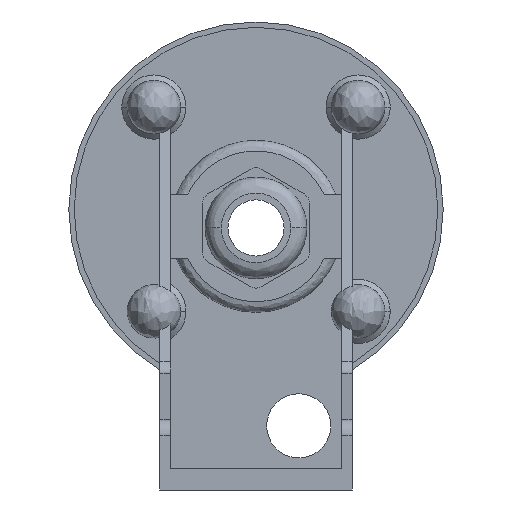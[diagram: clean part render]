
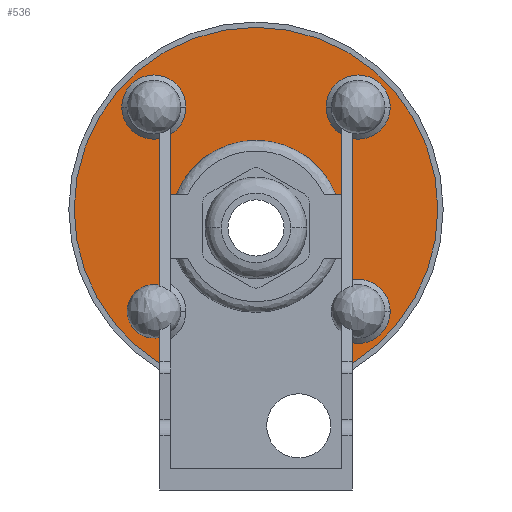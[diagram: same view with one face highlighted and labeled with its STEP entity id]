
A CAD part, front view. The second image highlights one B-rep face of the part: STEP entity #536.
In plain terms, the highlighted planar face has unit normal (0, -1, 0).
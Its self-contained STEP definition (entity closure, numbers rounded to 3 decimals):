
#536=ADVANCED_FACE('NONE',(#1198),#1199,.T.);
#1198=FACE_OUTER_BOUND('',#2165,.T.);
#1199=PLANE('',#2166);
#2165=EDGE_LOOP('',(#3756,#3757,#3758,#3759,#3760,#3761,#3762,#3763,#3764,#3765,#3766,#3767,#3768,#3769,#3770,#3771,#3772,#3773,#3774,#3775,#3776,#3777));
#2166=AXIS2_PLACEMENT_3D('',#3778,#3779,#3780);
#3756=ORIENTED_EDGE('',*,*,#5517,.T.);
#3757=ORIENTED_EDGE('',*,*,#5114,.T.);
#3758=ORIENTED_EDGE('',*,*,#5322,.T.);
#3759=ORIENTED_EDGE('',*,*,#5165,.T.);
#3760=ORIENTED_EDGE('',*,*,#5170,.T.);
#3761=ORIENTED_EDGE('',*,*,#5315,.T.);
#3762=ORIENTED_EDGE('',*,*,#5499,.T.);
#3763=ORIENTED_EDGE('',*,*,#5282,.F.);
#3764=ORIENTED_EDGE('',*,*,#5317,.T.);
#3765=ORIENTED_EDGE('',*,*,#5267,.F.);
#3766=ORIENTED_EDGE('',*,*,#5491,.T.);
#3767=ORIENTED_EDGE('',*,*,#5156,.T.);
#3768=ORIENTED_EDGE('',*,*,#5161,.T.);
#3769=ORIENTED_EDGE('',*,*,#5320,.T.);
#3770=ORIENTED_EDGE('',*,*,#5330,.T.);
#3771=ORIENTED_EDGE('',*,*,#5151,.T.);
#3772=ORIENTED_EDGE('',*,*,#5326,.T.);
#3773=ORIENTED_EDGE('',*,*,#5528,.F.);
#3774=ORIENTED_EDGE('',*,*,#5111,.T.);
#3775=ORIENTED_EDGE('',*,*,#5107,.T.);
#3776=ORIENTED_EDGE('',*,*,#5526,.T.);
#3777=ORIENTED_EDGE('',*,*,#5529,.F.);
#3778=CARTESIAN_POINT('',(35.,55.0,11.242));
#3779=DIRECTION('',(0.0,-1.0,0.0));
#3780=DIRECTION('',(-1.0,0.0,0.0));
#5107=EDGE_CURVE('NONE',#6139,#6137,#6140,.T.);
#5111=EDGE_CURVE('NONE',#6145,#6139,#6146,.T.);
#5114=EDGE_CURVE('NONE',#6149,#6150,#6151,.T.);
#5151=EDGE_CURVE('NONE',#6215,#6213,#6216,.T.);
#5156=EDGE_CURVE('NONE',#6224,#6222,#6225,.T.);
#5161=EDGE_CURVE('NONE',#6222,#6230,#6232,.T.);
#5165=EDGE_CURVE('NONE',#6239,#6237,#6240,.T.);
#5170=EDGE_CURVE('NONE',#6237,#6245,#6247,.T.);
#5267=EDGE_CURVE('NONE',#6390,#6392,#6393,.T.);
#5282=EDGE_CURVE('NONE',#6414,#6416,#6417,.T.);
#5315=EDGE_CURVE('NONE',#6245,#6468,#6470,.T.);
#5317=EDGE_CURVE('NONE',#6414,#6392,#6472,.T.);
#5320=EDGE_CURVE('NONE',#6230,#6474,#6476,.T.);
#5322=EDGE_CURVE('NONE',#6150,#6239,#6478,.T.);
#5326=EDGE_CURVE('NONE',#6213,#6481,#6483,.T.);
#5330=EDGE_CURVE('NONE',#6474,#6215,#6489,.T.);
#5491=EDGE_CURVE('NONE',#6390,#6224,#6735,.T.);
#5499=EDGE_CURVE('NONE',#6468,#6416,#6743,.T.);
#5517=EDGE_CURVE('NONE',#6767,#6149,#6768,.T.);
#5526=EDGE_CURVE('NONE',#6137,#6778,#6780,.T.);
#5528=EDGE_CURVE('NONE',#6145,#6481,#6782,.T.);
#5529=EDGE_CURVE('NONE',#6767,#6778,#6783,.T.);
#6137=VERTEX_POINT('NONE',#7777);
#6139=VERTEX_POINT('NONE',#7780);
#6140=CIRCLE('',#7781,34.0);
#6145=VERTEX_POINT('NONE',#7787);
#6146=CIRCLE('',#7788,34.0);
#6149=VERTEX_POINT('NONE',#7792);
#6150=VERTEX_POINT('NONE',#7793);
#6151=CIRCLE('',#7794,5.0);
#6213=VERTEX_POINT('NONE',#7872);
#6215=VERTEX_POINT('NONE',#7875);
#6216=CIRCLE('',#7876,6.);
#6222=VERTEX_POINT('NONE',#7885);
#6224=VERTEX_POINT('NONE',#7888);
#6225=CIRCLE('',#7889,6.);
#6230=VERTEX_POINT('NONE',#7897);
#6232=CIRCLE('',#7900,6.);
#6237=VERTEX_POINT('NONE',#7905);
#6239=VERTEX_POINT('NONE',#7908);
#6240=CIRCLE('',#7909,6.);
#6245=VERTEX_POINT('NONE',#7917);
#6247=CIRCLE('',#7920,6.);
#6390=VERTEX_POINT('NONE',#8189);
#6392=VERTEX_POINT('NONE',#8192);
#6393=LINE('',#8193,#8194);
#6414=VERTEX_POINT('NONE',#8289);
#6416=VERTEX_POINT('NONE',#8292);
#6417=LINE('',#8293,#8294);
#6468=VERTEX_POINT('NONE',#8369);
#6470=CIRCLE('',#8374,6.);
#6472=CIRCLE('',#8376,16.09);
#6474=VERTEX_POINT('NONE',#8378);
#6476=CIRCLE('',#8383,6.);
#6478=LINE('',#8385,#8386);
#6481=VERTEX_POINT('NONE',#8389);
#6483=CIRCLE('',#8394,6.);
#6489=LINE('',#8401,#8402);
#6735=LINE('',#8746,#8747);
#6743=LINE('',#8757,#8758);
#6767=VERTEX_POINT('NONE',#8795);
#6768=CIRCLE('',#8796,5.0);
#6778=VERTEX_POINT('NONE',#8809);
#6780=CIRCLE('',#8812,34.0);
#6782=LINE('',#8814,#8815);
#6783=LINE('',#8816,#8817);
#7777=CARTESIAN_POINT('',(1.,55.0,52.5));
#7780=CARTESIAN_POINT('',(69.,55.0,52.5));
#7781=AXIS2_PLACEMENT_3D('',#9849,#9850,#9851);
#7787=CARTESIAN_POINT('',(53.,55.0,23.656));
#7788=AXIS2_PLACEMENT_3D('',#9856,#9857,#9858);
#7792=CARTESIAN_POINT('',(10.908,55.0,33.408));
#7793=CARTESIAN_POINT('',(17.,55.0,38.287));
#7794=AXIS2_PLACEMENT_3D('',#9860,#9861,#9862);
#7872=CARTESIAN_POINT('',(60.092,55.,33.408));
#7875=CARTESIAN_POINT('',(53.,55.,39.308));
#7876=AXIS2_PLACEMENT_3D('',#9919,#9920,#9921);
#7885=CARTESIAN_POINT('',(48.092,55.,71.592));
#7888=CARTESIAN_POINT('',(51.,55.,66.45));
#7889=AXIS2_PLACEMENT_3D('',#9926,#9927,#9928);
#7897=CARTESIAN_POINT('',(60.092,55.,71.592));
#7900=AXIS2_PLACEMENT_3D('',#9933,#9934,#9935);
#7905=CARTESIAN_POINT('',(9.908,55.,71.592));
#7908=CARTESIAN_POINT('',(17.,55.,65.692));
#7909=AXIS2_PLACEMENT_3D('',#9940,#9941,#9942);
#7917=CARTESIAN_POINT('',(21.908,55.,71.592));
#7920=AXIS2_PLACEMENT_3D('',#9947,#9948,#9949);
#8189=CARTESIAN_POINT('',(51.,55.0,55.3));
#8192=CARTESIAN_POINT('',(49.929,55.0,55.3));
#8193=CARTESIAN_POINT('',(18.,55.0,55.3));
#8194=VECTOR('',#10075,1000.0);
#8289=CARTESIAN_POINT('',(20.071,55.0,55.3));
#8292=CARTESIAN_POINT('',(19.,55.0,55.3));
#8293=CARTESIAN_POINT('',(18.,55.0,55.3));
#8294=VECTOR('',#10085,1000.0);
#8369=CARTESIAN_POINT('',(19.,55.,66.45));
#8374=AXIS2_PLACEMENT_3D('',#10124,#10125,#10126);
#8376=AXIS2_PLACEMENT_3D('',#10127,#10128,#10129);
#8378=CARTESIAN_POINT('',(53.,55.,65.692));
#8383=AXIS2_PLACEMENT_3D('',#10130,#10131,#10132);
#8385=CARTESIAN_POINT('',(17.,55.0,11.242));
#8386=VECTOR('',#10133,1000.0);
#8389=CARTESIAN_POINT('',(53.,55.,27.508));
#8394=AXIS2_PLACEMENT_3D('',#10137,#10138,#10139);
#8401=CARTESIAN_POINT('',(53.,55.0,11.242));
#8402=VECTOR('',#10144,1000.0);
#8746=CARTESIAN_POINT('',(51.,55.0,11.242));
#8747=VECTOR('',#10332,1000.0);
#8757=CARTESIAN_POINT('',(19.,55.0,11.242));
#8758=VECTOR('',#10344,1000.0);
#8795=CARTESIAN_POINT('',(17.,55.0,28.529));
#8796=AXIS2_PLACEMENT_3D('',#10363,#10364,#10365);
#8809=CARTESIAN_POINT('',(17.,55.0,23.656));
#8812=AXIS2_PLACEMENT_3D('',#10376,#10377,#10378);
#8814=CARTESIAN_POINT('',(53.,55.0,22.483));
#8815=VECTOR('',#10379,1000.0);
#8816=CARTESIAN_POINT('',(17.,55.0,0.));
#8817=VECTOR('',#10380,1000.0);
#9849=CARTESIAN_POINT('',(35.,55.0,52.5));
#9850=DIRECTION('',(0.0,-1.0,0.0));
#9851=DIRECTION('',(1.0,0.0,0.0));
#9856=CARTESIAN_POINT('',(35.,55.0,52.5));
#9857=DIRECTION('',(0.0,-1.0,0.0));
#9858=DIRECTION('',(1.0,0.0,0.));
#9860=CARTESIAN_POINT('',(15.908,55.0,33.408));
#9861=DIRECTION('',(0.0,1.0,0.0));
#9862=DIRECTION('',(-1.0,0.0,0.0));
#9919=CARTESIAN_POINT('',(54.092,55.,33.408));
#9920=DIRECTION('',(0.0,1.0,0.0));
#9921=DIRECTION('',(1.0,0.0,-0.0));
#9926=CARTESIAN_POINT('',(54.092,55.,71.592));
#9927=DIRECTION('',(0.0,1.0,0.0));
#9928=DIRECTION('',(1.0,0.0,-0.0));
#9933=CARTESIAN_POINT('',(54.092,55.,71.592));
#9934=DIRECTION('',(0.0,1.0,0.0));
#9935=DIRECTION('',(1.0,0.0,-0.0));
#9940=CARTESIAN_POINT('',(15.908,55.,71.592));
#9941=DIRECTION('',(0.0,1.0,0.0));
#9942=DIRECTION('',(1.0,0.0,-0.0));
#9947=CARTESIAN_POINT('',(15.908,55.,71.592));
#9948=DIRECTION('',(0.0,1.0,0.0));
#9949=DIRECTION('',(1.0,0.0,-0.0));
#10075=DIRECTION('',(-1.0,0.0,0.0));
#10085=DIRECTION('',(-1.0,0.0,0.0));
#10124=CARTESIAN_POINT('',(15.908,55.,71.592));
#10125=DIRECTION('',(0.0,1.0,0.0));
#10126=DIRECTION('',(1.0,0.0,-0.0));
#10127=CARTESIAN_POINT('',(35.,55.0,49.3));
#10128=DIRECTION('',(0.0,1.0,0.0));
#10129=DIRECTION('',(-1.0,0.0,0.0));
#10130=CARTESIAN_POINT('',(54.092,55.,71.592));
#10131=DIRECTION('',(0.0,1.0,0.0));
#10132=DIRECTION('',(1.0,0.0,-0.0));
#10133=DIRECTION('',(0.0,0.0,1.0));
#10137=CARTESIAN_POINT('',(54.092,55.,33.408));
#10138=DIRECTION('',(0.0,1.0,0.0));
#10139=DIRECTION('',(1.0,0.0,-0.0));
#10144=DIRECTION('',(0.0,0.0,-1.0));
#10332=DIRECTION('',(0.0,0.0,1.0));
#10344=DIRECTION('',(0.0,0.0,-1.0));
#10363=CARTESIAN_POINT('',(15.908,55.0,33.408));
#10364=DIRECTION('',(0.0,1.0,0.0));
#10365=DIRECTION('',(-1.0,0.0,0.0));
#10376=CARTESIAN_POINT('',(35.,55.0,52.5));
#10377=DIRECTION('',(0.0,-1.0,0.0));
#10378=DIRECTION('',(1.0,0.0,0.0));
#10379=DIRECTION('',(0.0,-0.0,1.0));
#10380=DIRECTION('',(0.0,0.0,-1.0));
